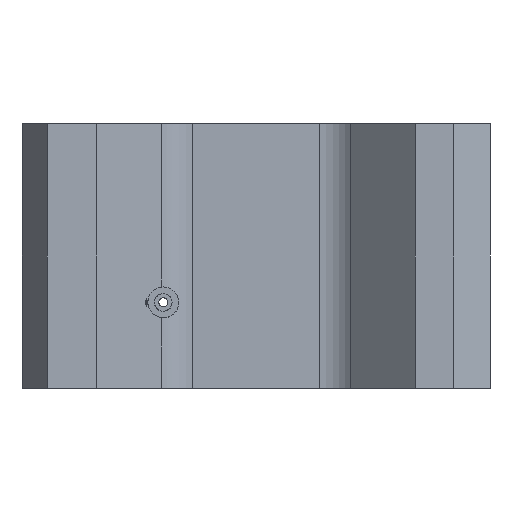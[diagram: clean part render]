
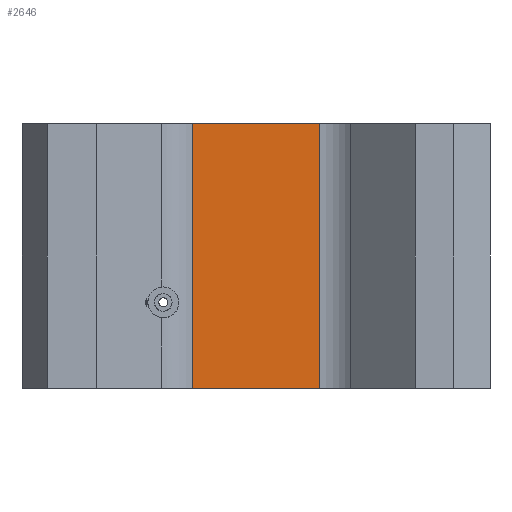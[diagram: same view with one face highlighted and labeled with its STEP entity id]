
A CAD part, left-side view. The second image highlights one B-rep face of the part: STEP entity #2646.
In plain terms, the highlighted planar face has unit normal (-1, 0, 0).
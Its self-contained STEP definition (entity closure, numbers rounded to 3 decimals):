
#24 = VERTEX_POINT ( 'NONE', #5014 ) ;
#55 = CARTESIAN_POINT ( 'NONE',  ( -37.471, 17.771, 30. ) ) ;
#239 = DIRECTION ( 'NONE',  ( 0., 0., -1. ) ) ;
#292 = EDGE_LOOP ( 'NONE', ( #1893, #4463, #3634, #609 ) ) ;
#354 = CARTESIAN_POINT ( 'NONE',  ( -37.471, 75., -30. ) ) ;
#376 = CARTESIAN_POINT ( 'NONE',  ( -37.471, -15.087, 30. ) ) ;
#432 = EDGE_CURVE ( 'NONE', #1776, #4073, #2534, .T. ) ;
#609 = ORIENTED_EDGE ( 'NONE', *, *, #6877, .T. ) ;
#796 = FACE_OUTER_BOUND ( 'NONE', #292, .T. ) ;
#1159 = VECTOR ( 'NONE', #6397, 1000. ) ;
#1776 = VERTEX_POINT ( 'NONE', #4443 ) ;
#1893 = ORIENTED_EDGE ( 'NONE', *, *, #3309, .F. ) ;
#1983 = DIRECTION ( 'NONE',  ( 0., 1., 0. ) ) ;
#2218 = PLANE ( 'NONE',  #4032 ) ;
#2387 = LINE ( 'NONE', #354, #2955 ) ;
#2447 = DIRECTION ( 'NONE',  ( 0., -1., 0. ) ) ;
#2534 = LINE ( 'NONE', #3010, #6726 ) ;
#2646 = ADVANCED_FACE ( 'NONE', ( #796 ), #2218, .F. ) ;
#2858 = VECTOR ( 'NONE', #239, 1000. ) ;
#2955 = VECTOR ( 'NONE', #1983, 1000. ) ;
#3010 = CARTESIAN_POINT ( 'NONE',  ( -37.471, 17.771, 30. ) ) ;
#3309 = EDGE_CURVE ( 'NONE', #4033, #24, #2387, .T. ) ;
#3367 = LINE ( 'NONE', #6772, #2858 ) ;
#3634 = ORIENTED_EDGE ( 'NONE', *, *, #432, .F. ) ;
#4032 = AXIS2_PLACEMENT_3D ( 'NONE', #55, #4323, #7023 ) ;
#4033 = VERTEX_POINT ( 'NONE', #7042 ) ;
#4073 = VERTEX_POINT ( 'NONE', #376 ) ;
#4304 = LINE ( 'NONE', #6912, #1159 ) ;
#4323 = DIRECTION ( 'NONE',  ( 1., 0., 0. ) ) ;
#4443 = CARTESIAN_POINT ( 'NONE',  ( -37.471, 13.629, 30. ) ) ;
#4463 = ORIENTED_EDGE ( 'NONE', *, *, #7056, .T. ) ;
#5014 = CARTESIAN_POINT ( 'NONE',  ( -37.471, 13.629, -30. ) ) ;
#6397 = DIRECTION ( 'NONE',  ( 0., 0., 1. ) ) ;
#6726 = VECTOR ( 'NONE', #2447, 1000. ) ;
#6772 = CARTESIAN_POINT ( 'NONE',  ( -37.471, 13.629, -30. ) ) ;
#6877 = EDGE_CURVE ( 'NONE', #1776, #24, #3367, .T. ) ;
#6912 = CARTESIAN_POINT ( 'NONE',  ( -37.471, -15.087, 30. ) ) ;
#7023 = DIRECTION ( 'NONE',  ( 0., 1., 0. ) ) ;
#7042 = CARTESIAN_POINT ( 'NONE',  ( -37.471, -15.087, -30. ) ) ;
#7056 = EDGE_CURVE ( 'NONE', #4033, #4073, #4304, .T. ) ;
